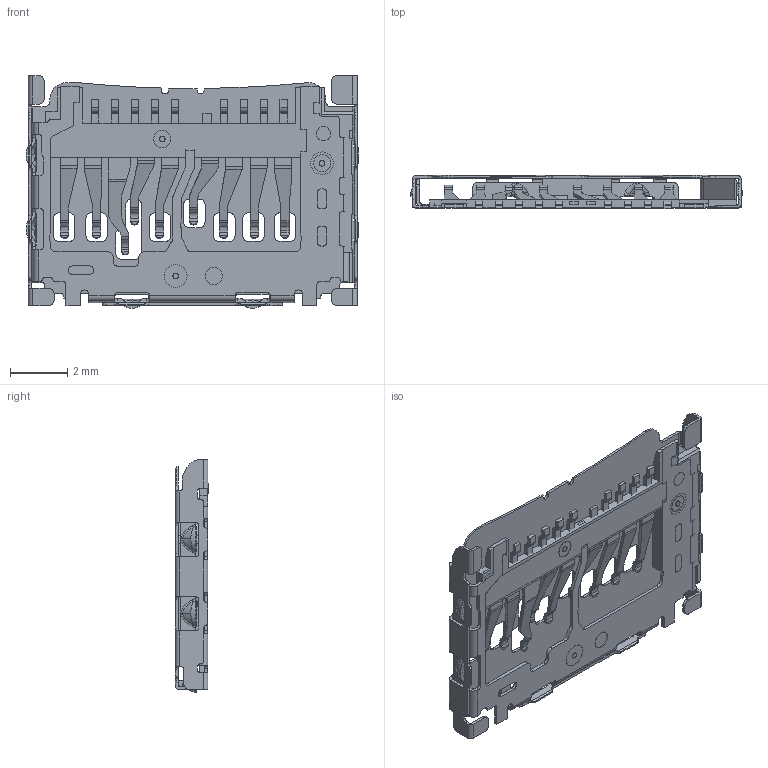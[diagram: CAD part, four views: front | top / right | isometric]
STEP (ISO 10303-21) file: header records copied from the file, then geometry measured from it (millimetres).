
FILE_DESCRIPTION(('STEP AP242'),'1');
FILE_NAME('mem2085-00-115-00-a.stp','2024-02-28T22:11:03',('TraceParts'),('TraceParts S.A.'),'Spatial InterOp 3D',' ',' ');
FILE_SCHEMA(('AP242_MANAGED_MODEL_BASED_3D_ENGINEERING_MIM_LF {1 0 10303 442 1 1 4}'));
Length unit declared in the file: millimetre
Products named in the file (1): mem2085-00-115-00-a_1
Bounding box: 11.63 x 1.18 x 8.16 mm (x, y, z)
Volume: 26 mm3; surface area: 411.2 mm2
Topology: 3 solids, 3 shells, 1287 faces, 3754 edges, 2454 vertices
Faces by surface type: plane 647, cylinder 566, bspline 74
Entity records: 46624 total; most frequent: CARTESIAN_POINT 8998, ORIENTED_EDGE 7500, DIRECTION 7169, EDGE_CURVE 3750, VERTEX_POINT 2454, LINE 2449, VECTOR 2449, AXIS2_PLACEMENT_3D 2360
